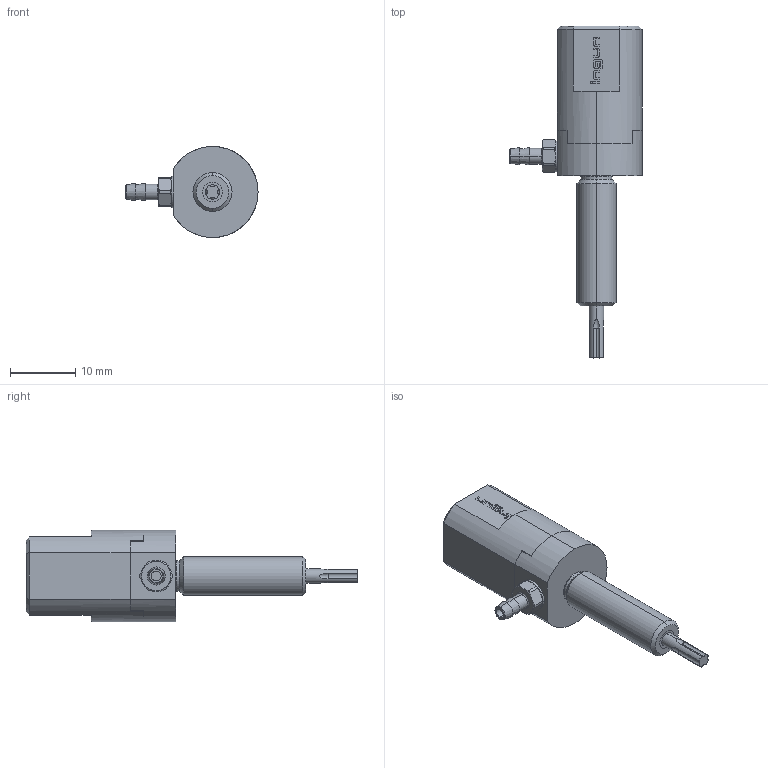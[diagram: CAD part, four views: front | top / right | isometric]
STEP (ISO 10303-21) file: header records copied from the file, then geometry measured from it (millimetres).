
FILE_DESCRIPTION (( 'STEP AP203' ), '1' );
FILE_NAME ('INGUN_HCM-667-0000_C02_00000_00.STEP', '2023-06-15T11:46:34', ( '' ), ( '' ), 'SwSTEP 2.0', 'SolidWorks 2021', '' );
FILE_SCHEMA (( 'CONFIG_CONTROL_DESIGN' ));
Length unit declared in the file: millimetre
Products named in the file (1): INGUN_HCM-667-0000_C02_00000_00
Bounding box: 20.3 x 51 x 14 mm (x, y, z)
Volume: 3184.4 mm3; surface area: 3668.1 mm2
Topology: 1 solids, 1 shells, 273 faces, 665 edges, 415 vertices
Faces by surface type: cylinder 114, plane 100, cone 47, torus 12
Entity records: 8269 total; most frequent: CARTESIAN_POINT 1580, DIRECTION 1474, ORIENTED_EDGE 1330, EDGE_CURVE 665, AXIS2_PLACEMENT_3D 573, VERTEX_POINT 415, LINE 328, VECTOR 328
